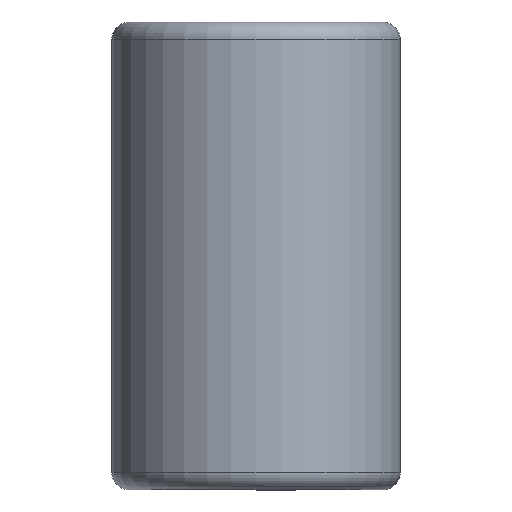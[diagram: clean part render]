
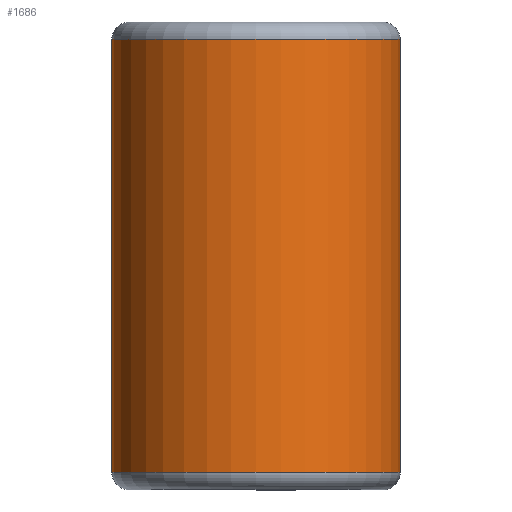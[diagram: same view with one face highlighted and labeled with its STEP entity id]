
A CAD part, top view. The second image highlights one B-rep face of the part: STEP entity #1686.
In plain terms, the highlighted cylindrical face has radius 6.363 mm (diameter 12.725 mm), a partial arc.
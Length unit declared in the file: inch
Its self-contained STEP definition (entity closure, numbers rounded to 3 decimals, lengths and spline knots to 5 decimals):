
#68 = CARTESIAN_POINT ( 'NONE',  ( 0., 0.375, 0. ) ) ;
#69 = ORIENTED_EDGE ( 'NONE', *, *, #936, .F. ) ;
#91 = ORIENTED_EDGE ( 'NONE', *, *, #963, .T. ) ;
#185 = ORIENTED_EDGE ( 'NONE', *, *, #981, .T. ) ;
#228 = DIRECTION ( 'NONE',  ( 0., 1., 0. ) ) ;
#249 = CYLINDRICAL_SURFACE ( 'NONE', #1895, 0.2505 ) ;
#395 = CARTESIAN_POINT ( 'NONE',  ( 0., -0.37625, -0.2505 ) ) ;
#424 = VERTEX_POINT ( 'NONE', #2335 ) ;
#545 = DIRECTION ( 'NONE',  ( 0., 1., 0. ) ) ;
#662 = VECTOR ( 'NONE', #228, 39.37008 ) ;
#668 = EDGE_CURVE ( 'NONE', #1382, #1490, #2379, .T. ) ;
#704 = CIRCLE ( 'NONE', #1281, 0.2505 ) ;
#760 = DIRECTION ( 'NONE',  ( 0., -1., 0. ) ) ;
#776 = CARTESIAN_POINT ( 'NONE',  ( 0., 0.37625, -0.2505 ) ) ;
#822 = VECTOR ( 'NONE', #545, 39.37008 ) ;
#874 = CARTESIAN_POINT ( 'NONE',  ( 0.2505, 0.37625, 0. ) ) ;
#936 = EDGE_CURVE ( 'NONE', #424, #1382, #704, .T. ) ;
#963 = EDGE_CURVE ( 'NONE', #424, #2098, #1122, .T. ) ;
#981 = EDGE_CURVE ( 'NONE', #2098, #1490, #1663, .T. ) ;
#1122 = LINE ( 'NONE', #2096, #662 ) ;
#1135 = DIRECTION ( 'NONE',  ( 0., -1., 0. ) ) ;
#1146 = DIRECTION ( 'NONE',  ( 0., 0., -1. ) ) ;
#1281 = AXIS2_PLACEMENT_3D ( 'NONE', #1514, #760, #2157 ) ;
#1382 = VERTEX_POINT ( 'NONE', #395 ) ;
#1490 = VERTEX_POINT ( 'NONE', #1880 ) ;
#1514 = CARTESIAN_POINT ( 'NONE',  ( 0., -0.37625, 0. ) ) ;
#1564 = EDGE_LOOP ( 'NONE', ( #91, #185, #2173, #69 ) ) ;
#1577 = AXIS2_PLACEMENT_3D ( 'NONE', #1998, #1991, #1988 ) ;
#1663 = CIRCLE ( 'NONE', #1577, 0.2505 ) ;
#1686 = ADVANCED_FACE ( 'NONE', ( #2002 ), #249, .T. ) ;
#1880 = CARTESIAN_POINT ( 'NONE',  ( 0., 0.37625, -0.2505 ) ) ;
#1895 = AXIS2_PLACEMENT_3D ( 'NONE', #68, #1135, #1146 ) ;
#1988 = DIRECTION ( 'NONE',  ( 0., 0., -1. ) ) ;
#1991 = DIRECTION ( 'NONE',  ( 0., -1., 0. ) ) ;
#1998 = CARTESIAN_POINT ( 'NONE',  ( 0., 0.37625, 0. ) ) ;
#2002 = FACE_OUTER_BOUND ( 'NONE', #1564, .T. ) ;
#2096 = CARTESIAN_POINT ( 'NONE',  ( 0.2505, 0.37625, 0. ) ) ;
#2098 = VERTEX_POINT ( 'NONE', #874 ) ;
#2157 = DIRECTION ( 'NONE',  ( 0., 0., -1. ) ) ;
#2173 = ORIENTED_EDGE ( 'NONE', *, *, #668, .F. ) ;
#2335 = CARTESIAN_POINT ( 'NONE',  ( 0.2505, -0.37625, 0. ) ) ;
#2379 = LINE ( 'NONE', #776, #822 ) ;
